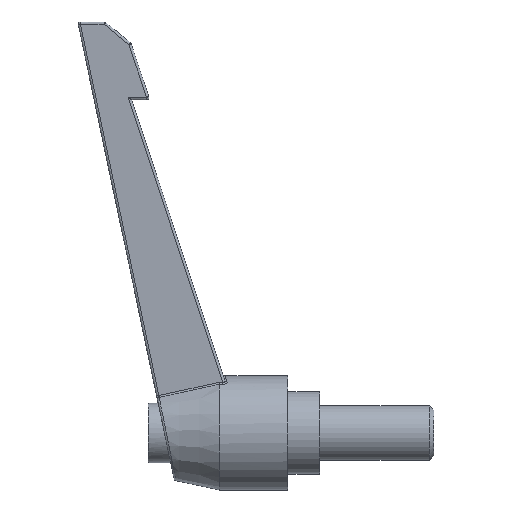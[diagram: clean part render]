
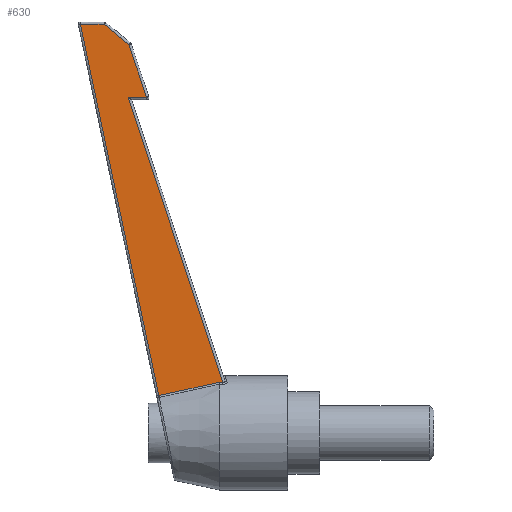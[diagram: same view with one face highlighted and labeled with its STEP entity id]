
A CAD part, left-side view. The second image highlights one B-rep face of the part: STEP entity #630.
In plain terms, the highlighted planar face has unit normal (-0.999, 0.054, -0.005).
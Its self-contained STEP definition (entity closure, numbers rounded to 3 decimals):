
#18 = B_SPLINE_CURVE_WITH_KNOTS ( 'NONE', 3,
 ( #3873, #863, #1327, #3448 ),
 .UNSPECIFIED., .F., .F.,
 ( 4, 4 ),
 ( 0., 1. ),
 .UNSPECIFIED. ) ;
#67 = CARTESIAN_POINT ( 'NONE',  ( -5.571, 34.786, 85.056 ) ) ;
#224 = VERTEX_POINT ( 'NONE', #1709 ) ;
#311 = CARTESIAN_POINT ( 'NONE',  ( -5.571, 34.786, 85.056 ) ) ;
#457 = CARTESIAN_POINT ( 'NONE',  ( -6.282, 15.026, 11.093 ) ) ;
#539 = CARTESIAN_POINT ( 'NONE',  ( -5.508, 34.954, 73.513 ) ) ;
#592 = EDGE_CURVE ( 'NONE', #5273, #3149, #2851, .T. ) ;
#630 = ADVANCED_FACE ( 'NONE', ( #3723 ), #4544, .T. ) ;
#636 = CARTESIAN_POINT ( 'NONE',  ( -5.302, 40.206, 89.513 ) ) ;
#732 = CARTESIAN_POINT ( 'NONE',  ( -5.302, 40.206, 89.513 ) ) ;
#801 = B_SPLINE_CURVE_WITH_KNOTS ( 'NONE', 3,
 ( #5099, #1276, #2184, #3846 ),
 .UNSPECIFIED., .F., .F.,
 ( 4, 4 ),
 ( 0., 1. ),
 .UNSPECIFIED. ) ;
#807 = CARTESIAN_POINT ( 'NONE',  ( -6.498, 10.045, 0.153 ) ) ;
#830 = DIRECTION ( 'NONE',  ( -0.054, -0.999, 0. ) ) ;
#863 = CARTESIAN_POINT ( 'NONE',  ( -5.202, 39.685, 62.399 ) ) ;
#879 = CARTESIAN_POINT ( 'NONE',  ( -5.672, 32.231, 77.361 ) ) ;
#890 = CARTESIAN_POINT ( 'NONE',  ( -5.508, 34.954, 73.513 ) ) ;
#1276 = CARTESIAN_POINT ( 'NONE',  ( -5.764, 24.513, 9.012 ) ) ;
#1327 = CARTESIAN_POINT ( 'NONE',  ( -5.381, 33.96, 35.284 ) ) ;
#1426 = VERTEX_POINT ( 'NONE', #1912 ) ;
#1691 = CARTESIAN_POINT ( 'NONE',  ( -5.723, 30.954, 73.513 ) ) ;
#1709 = CARTESIAN_POINT ( 'NONE',  ( -5.508, 34.954, 73.513 ) ) ;
#1817 = CARTESIAN_POINT ( 'NONE',  ( -5.392, 38.399, 88.028 ) ) ;
#1909 = EDGE_CURVE ( 'NONE', #3655, #3412, #3286, .T. ) ;
#1912 = CARTESIAN_POINT ( 'NONE',  ( -5.56, 28.235, 8.17 ) ) ;
#2027 = ORIENTED_EDGE ( 'NONE', *, *, #3441, .T. ) ;
#2176 = CARTESIAN_POINT ( 'NONE',  ( -5.651, 32.287, 73.513 ) ) ;
#2184 = CARTESIAN_POINT ( 'NONE',  ( -6.004, 20.109, 9.987 ) ) ;
#2214 = CARTESIAN_POINT ( 'NONE',  ( -5.482, 36.593, 86.542 ) ) ;
#2223 = ORIENTED_EDGE ( 'NONE', *, *, #3692, .T. ) ;
#2391 = ORIENTED_EDGE ( 'NONE', *, *, #1909, .T. ) ;
#2392 = B_SPLINE_CURVE_WITH_KNOTS ( 'NONE', 3,
 ( #5182, #2214, #1817, #636 ),
 .UNSPECIFIED., .F., .F.,
 ( 4, 4 ),
 ( 0., 1. ),
 .UNSPECIFIED. ) ;
#2540 = B_SPLINE_CURVE_WITH_KNOTS ( 'NONE', 3,
 ( #539, #4190, #2176, #4653 ),
 .UNSPECIFIED., .F., .F.,
 ( 4, 4 ),
 ( 0., 1. ),
 .UNSPECIFIED. ) ;
#2552 = CARTESIAN_POINT ( 'NONE',  ( -6.282, 15.026, 11.093 ) ) ;
#2608 = CARTESIAN_POINT ( 'NONE',  ( -6.311, 14.49, 11.076 ) ) ;
#2625 = VERTEX_POINT ( 'NONE', #3698 ) ;
#2738 = EDGE_CURVE ( 'NONE', #3412, #224, #3854, .T. ) ;
#2840 = CARTESIAN_POINT ( 'NONE',  ( -5.723, 30.954, 73.513 ) ) ;
#2851 = B_SPLINE_CURVE_WITH_KNOTS ( 'NONE', 3,
 ( #2840, #879, #4569, #67 ),
 .UNSPECIFIED., .F., .F.,
 ( 4, 4 ),
 ( 0., 1. ),
 .UNSPECIFIED. ) ;
#2873 = VERTEX_POINT ( 'NONE', #5034 ) ;
#2961 = ORIENTED_EDGE ( 'NONE', *, *, #4501, .T. ) ;
#3149 = VERTEX_POINT ( 'NONE', #311 ) ;
#3286 = B_SPLINE_CURVE_WITH_KNOTS ( 'NONE', 3,
 ( #2552, #4210, #2608, #5049 ),
 .UNSPECIFIED., .F., .F.,
 ( 4, 4 ),
 ( 0., 1. ),
 .UNSPECIFIED. ) ;
#3365 = CARTESIAN_POINT ( 'NONE',  ( -6.325, 14.223, 11.067 ) ) ;
#3385 = ORIENTED_EDGE ( 'NONE', *, *, #592, .T. ) ;
#3412 = VERTEX_POINT ( 'NONE', #3365 ) ;
#3437 = AXIS2_PLACEMENT_3D ( 'NONE', #807, #4498, #830 ) ;
#3441 = EDGE_CURVE ( 'NONE', #1426, #3655, #801, .T. ) ;
#3448 = CARTESIAN_POINT ( 'NONE',  ( -5.56, 28.235, 8.17 ) ) ;
#3652 = CARTESIAN_POINT ( 'NONE',  ( -5.209, 41.941, 89.513 ) ) ;
#3655 = VERTEX_POINT ( 'NONE', #457 ) ;
#3692 = EDGE_CURVE ( 'NONE', #224, #5273, #2540, .T. ) ;
#3698 = CARTESIAN_POINT ( 'NONE',  ( -5.302, 40.206, 89.513 ) ) ;
#3723 = FACE_OUTER_BOUND ( 'NONE', #4903, .T. ) ;
#3846 = CARTESIAN_POINT ( 'NONE',  ( -6.282, 15.026, 11.093 ) ) ;
#3854 = B_SPLINE_CURVE_WITH_KNOTS ( 'NONE', 3,
 ( #4606, #4229, #4662, #890 ),
 .UNSPECIFIED., .F., .F.,
 ( 4, 4 ),
 ( 0., 1. ),
 .UNSPECIFIED. ) ;
#3873 = CARTESIAN_POINT ( 'NONE',  ( -5.022, 45.41, 89.513 ) ) ;
#3987 = ORIENTED_EDGE ( 'NONE', *, *, #5194, .T. ) ;
#4035 = CARTESIAN_POINT ( 'NONE',  ( -5.116, 43.675, 89.513 ) ) ;
#4190 = CARTESIAN_POINT ( 'NONE',  ( -5.579, 33.621, 73.513 ) ) ;
#4210 = CARTESIAN_POINT ( 'NONE',  ( -6.297, 14.758, 11.085 ) ) ;
#4229 = CARTESIAN_POINT ( 'NONE',  ( -6.053, 21.133, 31.882 ) ) ;
#4498 = DIRECTION ( 'NONE',  ( -0.999, 0.054, -0.005 ) ) ;
#4501 = EDGE_CURVE ( 'NONE', #2873, #1426, #18, .T. ) ;
#4544 = PLANE ( 'NONE',  #3437 ) ;
#4569 = CARTESIAN_POINT ( 'NONE',  ( -5.622, 33.509, 81.209 ) ) ;
#4606 = CARTESIAN_POINT ( 'NONE',  ( -6.325, 14.223, 11.067 ) ) ;
#4653 = CARTESIAN_POINT ( 'NONE',  ( -5.723, 30.954, 73.513 ) ) ;
#4662 = CARTESIAN_POINT ( 'NONE',  ( -5.78, 28.043, 52.698 ) ) ;
#4808 = ORIENTED_EDGE ( 'NONE', *, *, #4893, .T. ) ;
#4873 = CARTESIAN_POINT ( 'NONE',  ( -5.022, 45.41, 89.513 ) ) ;
#4893 = EDGE_CURVE ( 'NONE', #3149, #2625, #2392, .T. ) ;
#4903 = EDGE_LOOP ( 'NONE', ( #2027, #2391, #5148, #2223, #3385, #4808, #3987, #2961 ) ) ;
#5034 = CARTESIAN_POINT ( 'NONE',  ( -5.022, 45.41, 89.513 ) ) ;
#5047 = B_SPLINE_CURVE_WITH_KNOTS ( 'NONE', 3,
 ( #732, #3652, #4035, #4873 ),
 .UNSPECIFIED., .F., .F.,
 ( 4, 4 ),
 ( 0., 1. ),
 .UNSPECIFIED. ) ;
#5049 = CARTESIAN_POINT ( 'NONE',  ( -6.325, 14.223, 11.067 ) ) ;
#5099 = CARTESIAN_POINT ( 'NONE',  ( -5.56, 28.235, 8.17 ) ) ;
#5148 = ORIENTED_EDGE ( 'NONE', *, *, #2738, .T. ) ;
#5182 = CARTESIAN_POINT ( 'NONE',  ( -5.571, 34.786, 85.056 ) ) ;
#5194 = EDGE_CURVE ( 'NONE', #2625, #2873, #5047, .T. ) ;
#5273 = VERTEX_POINT ( 'NONE', #1691 ) ;
